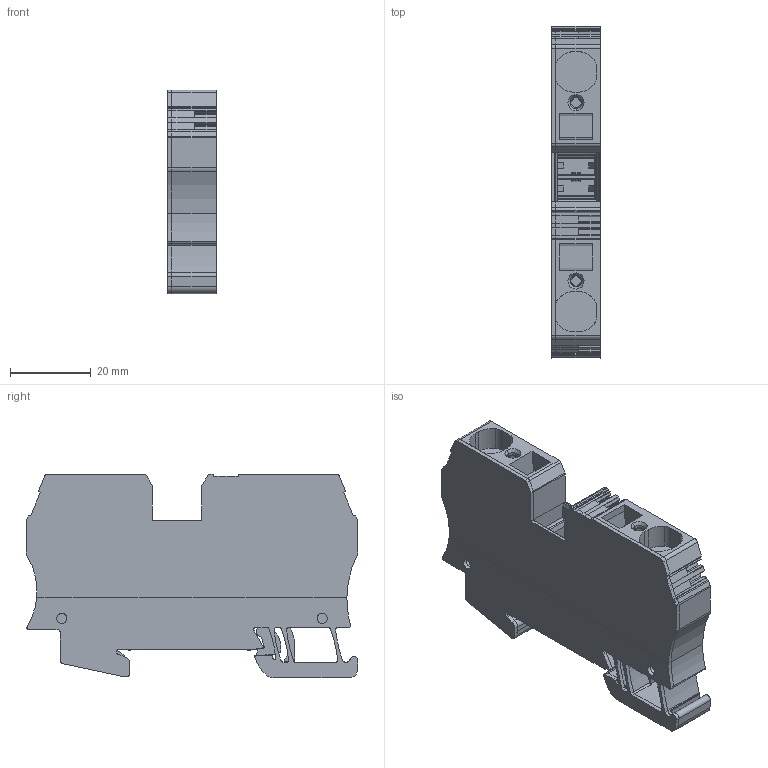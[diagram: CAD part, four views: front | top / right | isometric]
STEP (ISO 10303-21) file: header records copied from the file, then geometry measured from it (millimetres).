
FILE_DESCRIPTION(('CATIA V5 STEP Exchange','CAx-IF Rec.Pracs.--- Model Styling and Organization---1.5--- 2016-08-15','CAx-IF Rec.Pracs.---Supplemental Geometry---1.0---2011-11-01','CAx-IF Rec.Pracs.--- Composite Materials ---1.1---2010-07-15'),'2;1');
FILE_NAME ('020245-3_0', '2025-09-19T07:50:33+00:00', ('none'), ('Weidmueller'), 'CATIA Version 5-6 Release 2024 SP4', 'CATIA V5 STEP AP214 v3', 'none');
FILE_SCHEMA(('AUTOMOTIVE_DESIGN { 1 0 10303 214 1 1 1 1 }'));
Length unit declared in the file: millimetre
Products named in the file (1): 28040_ZPE_16..._AllCATPart
Bounding box: 12 x 82.2 x 50.5 mm (x, y, z)
Volume: 36328 mm3; surface area: 20533.9 mm2
Topology: 12 solids, 12 shells, 635 faces, 1774 edges, 1172 vertices
Faces by surface type: plane 365, cylinder 258, cone 12
Entity records: 19594 total; most frequent: CARTESIAN_POINT 3803, ORIENTED_EDGE 3548, DIRECTION 2750, EDGE_CURVE 1774, VECTOR 1239, LINE 1239, VERTEX_POINT 1172, AXIS2_PLACEMENT_3D 1001
